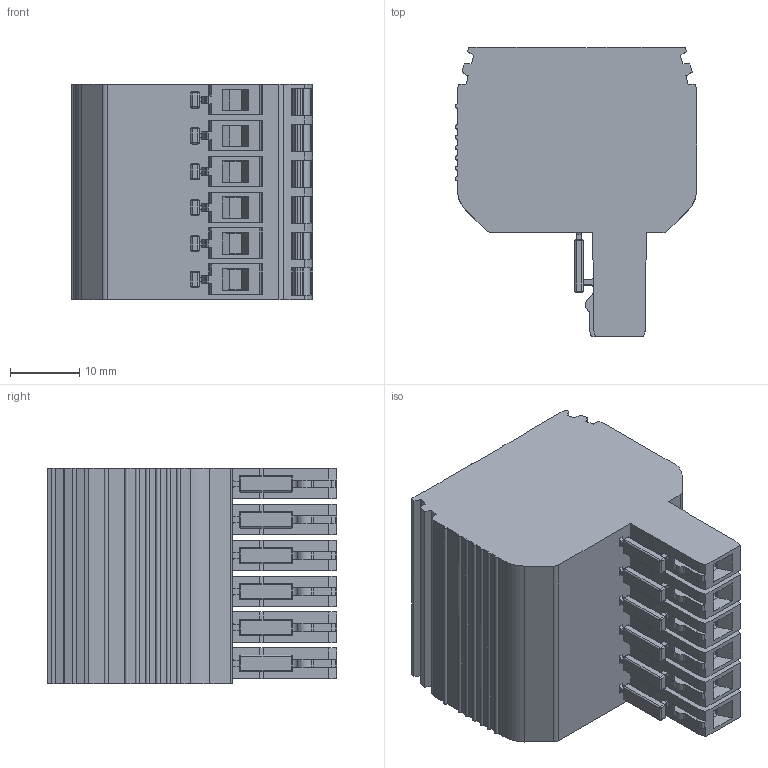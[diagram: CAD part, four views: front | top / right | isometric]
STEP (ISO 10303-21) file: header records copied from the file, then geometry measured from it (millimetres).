
FILE_DESCRIPTION (( 'STEP AP214' ), '1' );
FILE_NAME ('310569_SG_PT 2.5DB_6_Grey.STEP', '2017-10-02T05:00:53', ( '' ), ( '' ), 'SwSTEP 2.0', 'SolidWorks 2017', '' );
FILE_SCHEMA (( 'AUTOMOTIVE_DESIGN' ));
Length unit declared in the file: millimetre
Products named in the file (1): 310569_SG_PT 2.5DB_6_Grey
Bounding box: 34.9 x 41.9 x 31.2 mm (x, y, z)
Volume: 29872.3 mm3; surface area: 9073.9 mm2
Topology: 1 solids, 1 shells, 1038 faces, 2832 edges, 1800 vertices
Faces by surface type: plane 665, cylinder 325, sphere 48
Entity records: 32224 total; most frequent: CARTESIAN_POINT 5713, ORIENTED_EDGE 5568, DIRECTION 5488, EDGE_CURVE 2784, LINE 2098, VECTOR 2098, VERTEX_POINT 1800, AXIS2_PLACEMENT_3D 1695
